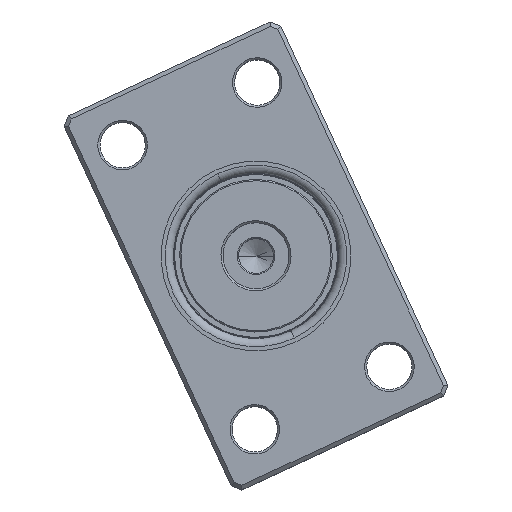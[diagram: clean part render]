
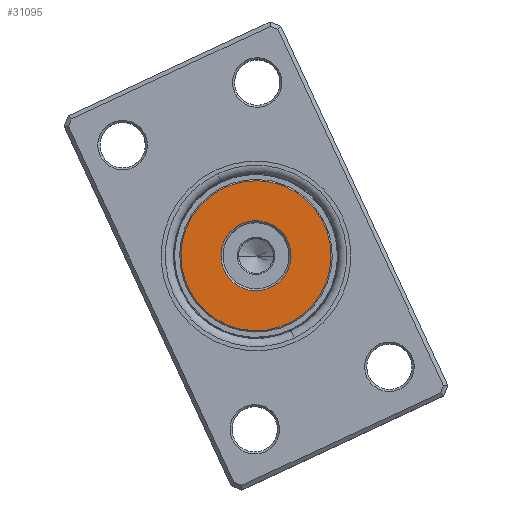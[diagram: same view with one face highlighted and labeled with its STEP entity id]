
A CAD part, top view. The second image highlights one B-rep face of the part: STEP entity #31095.
In plain terms, the highlighted face is planar.
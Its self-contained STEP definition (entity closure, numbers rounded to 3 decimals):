
#1969 = PLANE ( 'NONE',  #16219 ) ;
#2713 = FACE_BOUND ( 'NONE', #15810, .T. ) ;
#2962 = VERTEX_POINT ( 'NONE', #10672 ) ;
#3337 = ORIENTED_EDGE ( 'NONE', *, *, #5156, .T. ) ;
#5156 = EDGE_CURVE ( 'NONE', #5915, #26912, #5160, .T. ) ;
#5160 = CIRCLE ( 'NONE', #23138, 18.2 ) ;
#5915 = VERTEX_POINT ( 'NONE', #9494 ) ;
#6484 = CARTESIAN_POINT ( 'NONE',  ( 0., 0., 0. ) ) ;
#8721 = CARTESIAN_POINT ( 'NONE',  ( 0., 0., 0. ) ) ;
#9494 = CARTESIAN_POINT ( 'NONE',  ( -18.2, 0., 0. ) ) ;
#10008 = DIRECTION ( 'NONE',  ( 1., 0., 0. ) ) ;
#10464 = CARTESIAN_POINT ( 'NONE',  ( -8.5, 0., 0. ) ) ;
#10672 = CARTESIAN_POINT ( 'NONE',  ( 8.5, 0., 0. ) ) ;
#10977 = CIRCLE ( 'NONE', #14492, 8.5 ) ;
#11375 = ORIENTED_EDGE ( 'NONE', *, *, #28019, .T. ) ;
#12203 = CIRCLE ( 'NONE', #30658, 18.2 ) ;
#12512 = DIRECTION ( 'NONE',  ( 0., 0., 1. ) ) ;
#14492 = AXIS2_PLACEMENT_3D ( 'NONE', #6484, #19484, #32237 ) ;
#14707 = ORIENTED_EDGE ( 'NONE', *, *, #25547, .T. ) ;
#15810 = EDGE_LOOP ( 'NONE', ( #11375, #28742 ) ) ;
#16219 = AXIS2_PLACEMENT_3D ( 'NONE', #27723, #12512, #33283 ) ;
#16666 = CARTESIAN_POINT ( 'NONE',  ( 18.2, 0., 0. ) ) ;
#18080 = EDGE_CURVE ( 'NONE', #2962, #24014, #10977, .T. ) ;
#18098 = AXIS2_PLACEMENT_3D ( 'NONE', #8721, #26329, #18596 ) ;
#18596 = DIRECTION ( 'NONE',  ( 1., 0., 0. ) ) ;
#19484 = DIRECTION ( 'NONE',  ( 0., 0., 1. ) ) ;
#20082 = EDGE_LOOP ( 'NONE', ( #14707, #3337 ) ) ;
#21719 = DIRECTION ( 'NONE',  ( 1., 0., 0. ) ) ;
#21935 = DIRECTION ( 'NONE',  ( 0., 0., -1. ) ) ;
#23078 = CARTESIAN_POINT ( 'NONE',  ( 0., 0., 0. ) ) ;
#23138 = AXIS2_PLACEMENT_3D ( 'NONE', #26831, #21935, #21719 ) ;
#23839 = CIRCLE ( 'NONE', #18098, 8.5 ) ;
#24014 = VERTEX_POINT ( 'NONE', #10464 ) ;
#25462 = DIRECTION ( 'NONE',  ( 0., 0., -1. ) ) ;
#25547 = EDGE_CURVE ( 'NONE', #26912, #5915, #12203, .T. ) ;
#26329 = DIRECTION ( 'NONE',  ( 0., 0., 1. ) ) ;
#26831 = CARTESIAN_POINT ( 'NONE',  ( 0., 0., 0. ) ) ;
#26912 = VERTEX_POINT ( 'NONE', #16666 ) ;
#27723 = CARTESIAN_POINT ( 'NONE',  ( 0., 0., 0. ) ) ;
#28019 = EDGE_CURVE ( 'NONE', #24014, #2962, #23839, .T. ) ;
#28742 = ORIENTED_EDGE ( 'NONE', *, *, #18080, .T. ) ;
#30658 = AXIS2_PLACEMENT_3D ( 'NONE', #23078, #25462, #10008 ) ;
#31007 = FACE_OUTER_BOUND ( 'NONE', #20082, .T. ) ;
#31095 = ADVANCED_FACE ( 'NONE', ( #31007, #2713 ), #1969, .F. ) ;
#32237 = DIRECTION ( 'NONE',  ( 1., 0., 0. ) ) ;
#33283 = DIRECTION ( 'NONE',  ( 1., 0., 0. ) ) ;
